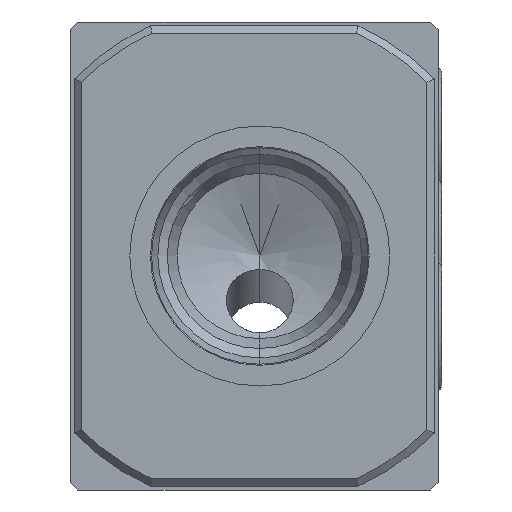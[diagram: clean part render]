
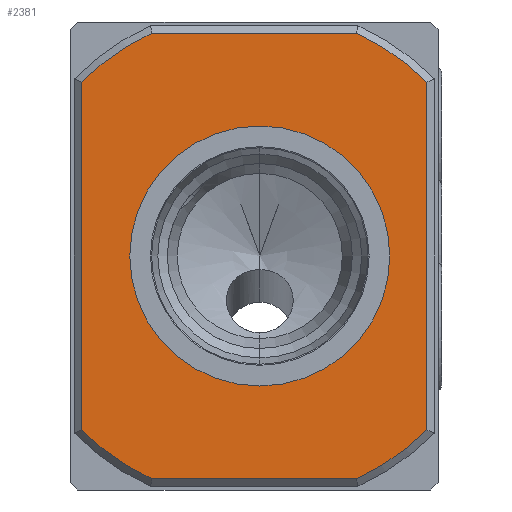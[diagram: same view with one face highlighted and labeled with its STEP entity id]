
A CAD part, left-side view. The second image highlights one B-rep face of the part: STEP entity #2381.
In plain terms, the highlighted planar face has unit normal (-1, 0, 0).
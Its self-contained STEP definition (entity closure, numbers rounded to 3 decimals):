
#103 = CARTESIAN_POINT ( 'NONE',  ( -68.1, -0.75, 17.5 ) ) ;
#196 = FACE_BOUND ( 'NONE', #6267, .T. ) ;
#468 = CARTESIAN_POINT ( 'NONE',  ( -68.1, 23.25, -23.419 ) ) ;
#609 = DIRECTION ( 'NONE',  ( -1., 0., 0. ) ) ;
#935 = ORIENTED_EDGE ( 'NONE', *, *, #13288, .T. ) ;
#1168 = CARTESIAN_POINT ( 'NONE',  ( -68.1, -0.75, 0. ) ) ;
#1197 = VERTEX_POINT ( 'NONE', #103 ) ;
#1385 = DIRECTION ( 'NONE',  ( -1., 0., 0. ) ) ;
#1403 = AXIS2_PLACEMENT_3D ( 'NONE', #10236, #1385, #1625 ) ;
#1492 = ORIENTED_EDGE ( 'NONE', *, *, #6834, .T. ) ;
#1509 = CIRCLE ( 'NONE', #13872, 33. ) ;
#1625 = DIRECTION ( 'NONE',  ( 0., 0., 1. ) ) ;
#1667 = CIRCLE ( 'NONE', #1403, 33. ) ;
#1790 = VERTEX_POINT ( 'NONE', #4796 ) ;
#2231 = DIRECTION ( 'NONE',  ( 0., 0., -1. ) ) ;
#2381 = ADVANCED_FACE ( 'NONE', ( #17727, #196 ), #13767, .T. ) ;
#2459 = VERTEX_POINT ( 'NONE', #6691 ) ;
#2511 = CARTESIAN_POINT ( 'NONE',  ( -68.1, -0.75, 0. ) ) ;
#3471 = CIRCLE ( 'NONE', #11069, 33. ) ;
#3688 = LINE ( 'NONE', #6713, #5912 ) ;
#3785 = VERTEX_POINT ( 'NONE', #9311 ) ;
#3948 = LINE ( 'NONE', #13336, #14954 ) ;
#4026 = CARTESIAN_POINT ( 'NONE',  ( -68.1, -23.25, 31. ) ) ;
#4170 = AXIS2_PLACEMENT_3D ( 'NONE', #6625, #5185, #2231 ) ;
#4680 = EDGE_CURVE ( 'NONE', #17188, #3785, #3688, .T. ) ;
#4720 = EDGE_CURVE ( 'NONE', #14016, #14179, #6127, .T. ) ;
#4796 = CARTESIAN_POINT ( 'NONE',  ( -68.1, -23.25, -23.419 ) ) ;
#5148 = LINE ( 'NONE', #4026, #6030 ) ;
#5185 = DIRECTION ( 'NONE',  ( -1., 0., 0. ) ) ;
#5189 = DIRECTION ( 'NONE',  ( 0., 0., 1. ) ) ;
#5332 = CARTESIAN_POINT ( 'NONE',  ( -68.1, 24.25, 30. ) ) ;
#5413 = DIRECTION ( 'NONE',  ( 1., 0., 0. ) ) ;
#5530 = DIRECTION ( 'NONE',  ( 0., 0., -1. ) ) ;
#5582 = ORIENTED_EDGE ( 'NONE', *, *, #18522, .T. ) ;
#5912 = VECTOR ( 'NONE', #16748, 1000. ) ;
#6030 = VECTOR ( 'NONE', #9894, 1000. ) ;
#6127 = LINE ( 'NONE', #5332, #18500 ) ;
#6267 = EDGE_LOOP ( 'NONE', ( #5582, #1492 ) ) ;
#6625 = CARTESIAN_POINT ( 'NONE',  ( -68.1, 24.25, 31. ) ) ;
#6691 = CARTESIAN_POINT ( 'NONE',  ( -68.1, -23.25, 23.419 ) ) ;
#6713 = CARTESIAN_POINT ( 'NONE',  ( -68.1, 24.25, -30. ) ) ;
#6834 = EDGE_CURVE ( 'NONE', #1197, #11492, #11035, .T. ) ;
#7734 = CARTESIAN_POINT ( 'NONE',  ( -68.1, 23.25, 23.419 ) ) ;
#7799 = ORIENTED_EDGE ( 'NONE', *, *, #4720, .T. ) ;
#8810 = VERTEX_POINT ( 'NONE', #468 ) ;
#9036 = AXIS2_PLACEMENT_3D ( 'NONE', #2511, #5413, #5530 ) ;
#9255 = DIRECTION ( 'NONE',  ( -1., 0., 0. ) ) ;
#9311 = CARTESIAN_POINT ( 'NONE',  ( -68.1, -13.748, -30. ) ) ;
#9441 = DIRECTION ( 'NONE',  ( -1., 0., 0. ) ) ;
#9475 = ORIENTED_EDGE ( 'NONE', *, *, #10400, .T. ) ;
#9841 = CARTESIAN_POINT ( 'NONE',  ( -68.1, -0.75, -17.5 ) ) ;
#9894 = DIRECTION ( 'NONE',  ( 0., 0., 1. ) ) ;
#9988 = AXIS2_PLACEMENT_3D ( 'NONE', #16614, #9441, #5189 ) ;
#10236 = CARTESIAN_POINT ( 'NONE',  ( -68.1, 0., 0. ) ) ;
#10400 = EDGE_CURVE ( 'NONE', #18339, #8810, #3948, .T. ) ;
#10776 = CARTESIAN_POINT ( 'NONE',  ( -68.1, 13.748, 30. ) ) ;
#11035 = CIRCLE ( 'NONE', #9036, 17.5 ) ;
#11069 = AXIS2_PLACEMENT_3D ( 'NONE', #13424, #609, #12057 ) ;
#11231 = DIRECTION ( 'NONE',  ( 1., 0., 0. ) ) ;
#11492 = VERTEX_POINT ( 'NONE', #9841 ) ;
#11517 = EDGE_CURVE ( 'NONE', #1790, #2459, #5148, .T. ) ;
#11671 = CARTESIAN_POINT ( 'NONE',  ( -68.1, 13.748, -30. ) ) ;
#11854 = ORIENTED_EDGE ( 'NONE', *, *, #15869, .T. ) ;
#11863 = CARTESIAN_POINT ( 'NONE',  ( -68.1, -13.748, 30. ) ) ;
#11898 = EDGE_CURVE ( 'NONE', #3785, #1790, #17977, .T. ) ;
#12057 = DIRECTION ( 'NONE',  ( 0., 0., 1. ) ) ;
#12655 = DIRECTION ( 'NONE',  ( 0., 0., -1. ) ) ;
#12826 = ORIENTED_EDGE ( 'NONE', *, *, #11898, .T. ) ;
#13288 = EDGE_CURVE ( 'NONE', #8810, #17188, #1509, .T. ) ;
#13336 = CARTESIAN_POINT ( 'NONE',  ( -68.1, 23.25, 31. ) ) ;
#13424 = CARTESIAN_POINT ( 'NONE',  ( -68.1, 0., 0. ) ) ;
#13456 = DIRECTION ( 'NONE',  ( 0., 0., 1. ) ) ;
#13767 = PLANE ( 'NONE',  #4170 ) ;
#13872 = AXIS2_PLACEMENT_3D ( 'NONE', #17926, #9255, #13456 ) ;
#14016 = VERTEX_POINT ( 'NONE', #11863 ) ;
#14109 = EDGE_LOOP ( 'NONE', ( #17675, #11854, #7799, #18254, #9475, #935, #15013, #12826 ) ) ;
#14179 = VERTEX_POINT ( 'NONE', #10776 ) ;
#14954 = VECTOR ( 'NONE', #15300, 1000. ) ;
#15013 = ORIENTED_EDGE ( 'NONE', *, *, #4680, .T. ) ;
#15300 = DIRECTION ( 'NONE',  ( 0., 0., -1. ) ) ;
#15869 = EDGE_CURVE ( 'NONE', #2459, #14016, #1667, .T. ) ;
#16206 = AXIS2_PLACEMENT_3D ( 'NONE', #1168, #11231, #12655 ) ;
#16614 = CARTESIAN_POINT ( 'NONE',  ( -68.1, 0., 0. ) ) ;
#16748 = DIRECTION ( 'NONE',  ( 0., -1., 0. ) ) ;
#16807 = DIRECTION ( 'NONE',  ( 0., 1., 0. ) ) ;
#17188 = VERTEX_POINT ( 'NONE', #11671 ) ;
#17607 = CIRCLE ( 'NONE', #16206, 17.5 ) ;
#17675 = ORIENTED_EDGE ( 'NONE', *, *, #11517, .T. ) ;
#17727 = FACE_OUTER_BOUND ( 'NONE', #14109, .T. ) ;
#17926 = CARTESIAN_POINT ( 'NONE',  ( -68.1, 0., 0. ) ) ;
#17977 = CIRCLE ( 'NONE', #9988, 33. ) ;
#18254 = ORIENTED_EDGE ( 'NONE', *, *, #18323, .T. ) ;
#18323 = EDGE_CURVE ( 'NONE', #14179, #18339, #3471, .T. ) ;
#18339 = VERTEX_POINT ( 'NONE', #7734 ) ;
#18500 = VECTOR ( 'NONE', #16807, 1000. ) ;
#18522 = EDGE_CURVE ( 'NONE', #11492, #1197, #17607, .T. ) ;
